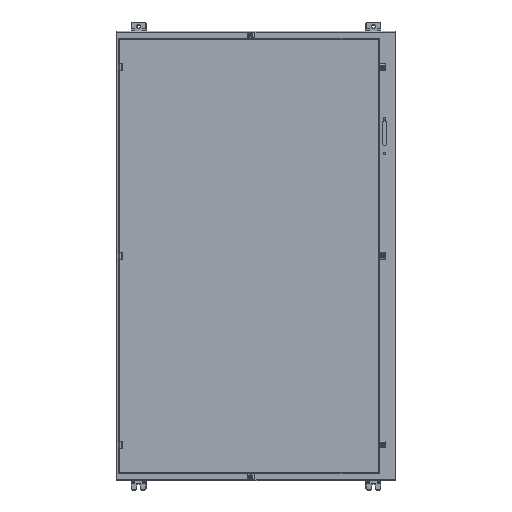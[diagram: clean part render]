
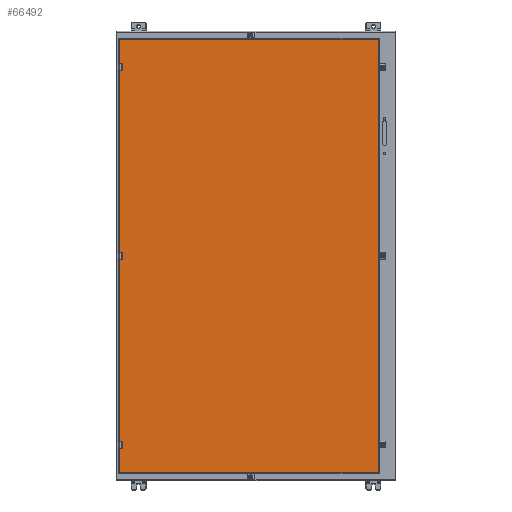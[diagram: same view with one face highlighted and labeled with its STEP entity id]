
A CAD part, top view. The second image highlights one B-rep face of the part: STEP entity #66492.
In plain terms, the highlighted planar face has unit normal (0, 0, 1).
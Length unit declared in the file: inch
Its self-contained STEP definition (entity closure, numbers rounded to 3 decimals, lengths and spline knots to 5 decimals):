
#3233 = DIRECTION ( 'NONE',  ( -1., 0., 0. ) ) ;
#19275 = LINE ( 'NONE', #92322, #55308 ) ;
#20493 = LINE ( 'NONE', #94356, #56221 ) ;
#25828 = CARTESIAN_POINT ( 'NONE',  ( -18.2625, -28.93137, 7.068 ) ) ;
#26499 = EDGE_CURVE ( 'NONE', #34284, #81527, #19275, .T. ) ;
#27542 = CARTESIAN_POINT ( 'NONE',  ( 0., 0., 7.068 ) ) ;
#29962 = CARTESIAN_POINT ( 'NONE',  ( -18.2625, 0., 7.068 ) ) ;
#30357 = VECTOR ( 'NONE', #156746, 39.37008 ) ;
#34284 = VERTEX_POINT ( 'NONE', #129984 ) ;
#34661 = CARTESIAN_POINT ( 'NONE',  ( 16.3375, 0., 7.068 ) ) ;
#36386 = DIRECTION ( 'NONE',  ( 1., 0., 0. ) ) ;
#37959 = PLANE ( 'NONE',  #145250 ) ;
#43545 = ORIENTED_EDGE ( 'NONE', *, *, #26499, .T. ) ;
#50666 = CARTESIAN_POINT ( 'NONE',  ( 16.3375, -28.93137, 7.068 ) ) ;
#55308 = VECTOR ( 'NONE', #3233, 39.37008 ) ;
#56221 = VECTOR ( 'NONE', #69481, 39.37008 ) ;
#58148 = VERTEX_POINT ( 'NONE', #25828 ) ;
#62076 = ORIENTED_EDGE ( 'NONE', *, *, #108703, .T. ) ;
#66492 = ADVANCED_FACE ( 'NONE', ( #147245 ), #37959, .T. ) ;
#69481 = DIRECTION ( 'NONE',  ( 1., 0., 0. ) ) ;
#69898 = ORIENTED_EDGE ( 'NONE', *, *, #107206, .T. ) ;
#76506 = DIRECTION ( 'NONE',  ( 0., 0., 1. ) ) ;
#79683 = LINE ( 'NONE', #29962, #105897 ) ;
#81527 = VERTEX_POINT ( 'NONE', #114283 ) ;
#92322 = CARTESIAN_POINT ( 'NONE',  ( 0., 28.93137, 7.068 ) ) ;
#94356 = CARTESIAN_POINT ( 'NONE',  ( 0., -28.93137, 7.068 ) ) ;
#105897 = VECTOR ( 'NONE', #128745, 39.37008 ) ;
#107206 = EDGE_CURVE ( 'NONE', #113863, #34284, #142358, .T. ) ;
#108703 = EDGE_CURVE ( 'NONE', #58148, #113863, #20493, .T. ) ;
#113863 = VERTEX_POINT ( 'NONE', #50666 ) ;
#114283 = CARTESIAN_POINT ( 'NONE',  ( -18.2625, 28.93137, 7.068 ) ) ;
#128745 = DIRECTION ( 'NONE',  ( 0., -1., 0. ) ) ;
#129984 = CARTESIAN_POINT ( 'NONE',  ( 16.3375, 28.93137, 7.068 ) ) ;
#130523 = EDGE_LOOP ( 'NONE', ( #144124, #62076, #69898, #43545 ) ) ;
#142358 = LINE ( 'NONE', #34661, #30357 ) ;
#144124 = ORIENTED_EDGE ( 'NONE', *, *, #153758, .T. ) ;
#145250 = AXIS2_PLACEMENT_3D ( 'NONE', #27542, #76506, #36386 ) ;
#147245 = FACE_OUTER_BOUND ( 'NONE', #130523, .T. ) ;
#153758 = EDGE_CURVE ( 'NONE', #81527, #58148, #79683, .T. ) ;
#156746 = DIRECTION ( 'NONE',  ( 0., 1., 0. ) ) ;
